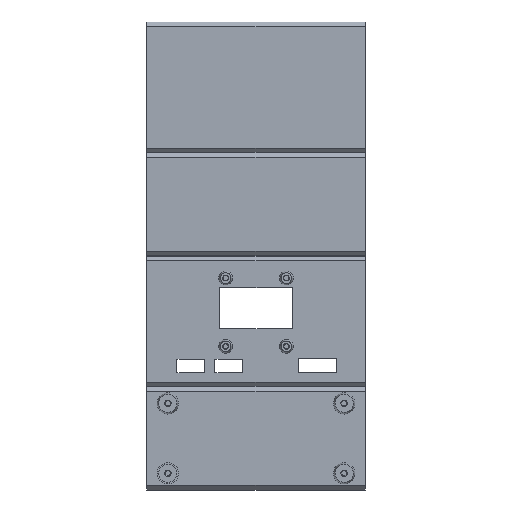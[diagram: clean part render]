
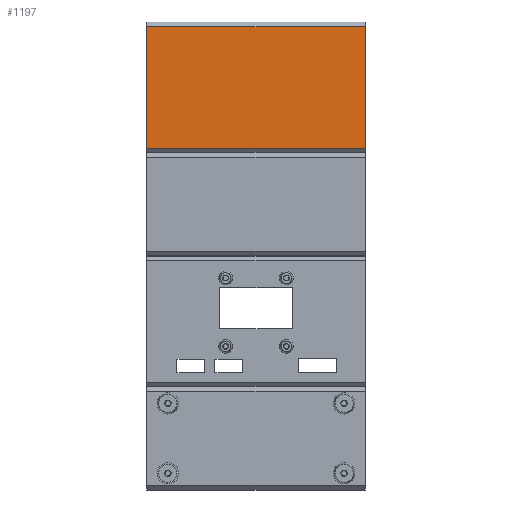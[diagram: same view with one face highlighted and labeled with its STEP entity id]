
A CAD part, top view. The second image highlights one B-rep face of the part: STEP entity #1197.
In plain terms, the highlighted planar face has unit normal (0, 0, 1).
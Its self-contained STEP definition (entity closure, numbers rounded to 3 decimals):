
#151=FACE_OUTER_BOUND('',#249,.T.);
#249=EDGE_LOOP('',(#1019,#1020,#1021,#1022));
#286=LINE('',#1715,#406);
#296=LINE('',#1736,#416);
#357=LINE('',#1943,#477);
#361=LINE('',#1951,#481);
#406=VECTOR('',#1354,10.);
#416=VECTOR('',#1366,10.);
#477=VECTOR('',#1589,10.);
#481=VECTOR('',#1601,10.);
#526=VERTEX_POINT('',#1712);
#527=VERTEX_POINT('',#1714);
#536=VERTEX_POINT('',#1733);
#537=VERTEX_POINT('',#1735);
#630=EDGE_CURVE('',#526,#527,#286,.T.);
#640=EDGE_CURVE('',#536,#537,#296,.T.);
#741=EDGE_CURVE('',#536,#527,#357,.T.);
#745=EDGE_CURVE('',#526,#537,#361,.T.);
#1019=ORIENTED_EDGE('',*,*,#741,.T.);
#1020=ORIENTED_EDGE('',*,*,#630,.F.);
#1021=ORIENTED_EDGE('',*,*,#745,.T.);
#1022=ORIENTED_EDGE('',*,*,#640,.F.);
#1123=PLANE('',#1313);
#1197=ADVANCED_FACE('',(#151),#1123,.T.);
#1313=AXIS2_PLACEMENT_3D('',#1986,#1621,#1622);
#1354=DIRECTION('',(0.,-1.,0.));
#1366=DIRECTION('',(0.,1.,0.));
#1589=DIRECTION('',(1.,0.,0.));
#1601=DIRECTION('',(-1.,0.,0.));
#1621=DIRECTION('center_axis',(0.,0.,1.));
#1622=DIRECTION('ref_axis',(1.,0.,0.));
#1712=CARTESIAN_POINT('',(3.5,151.5,0.));
#1714=CARTESIAN_POINT('',(3.5,111.5,0.));
#1715=CARTESIAN_POINT('',(3.5,154.5,0.));
#1733=CARTESIAN_POINT('',(-68.5,111.5,0.));
#1735=CARTESIAN_POINT('',(-68.5,151.5,0.));
#1736=CARTESIAN_POINT('',(-68.5,154.5,0.));
#1943=CARTESIAN_POINT('',(-49.25,111.5,0.));
#1951=CARTESIAN_POINT('',(-67.5,151.5,0.));
#1986=CARTESIAN_POINT('Origin',(-32.5,16.,0.));
